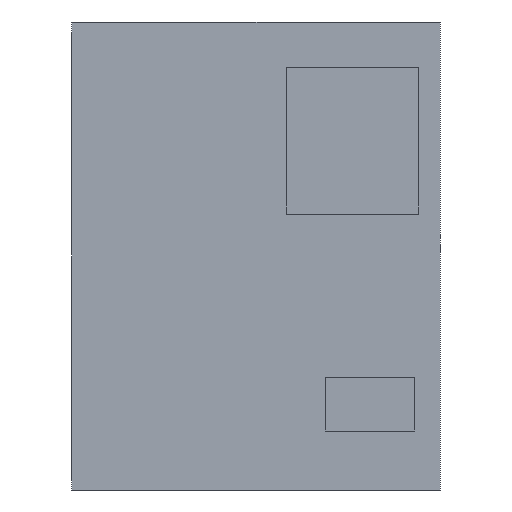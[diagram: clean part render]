
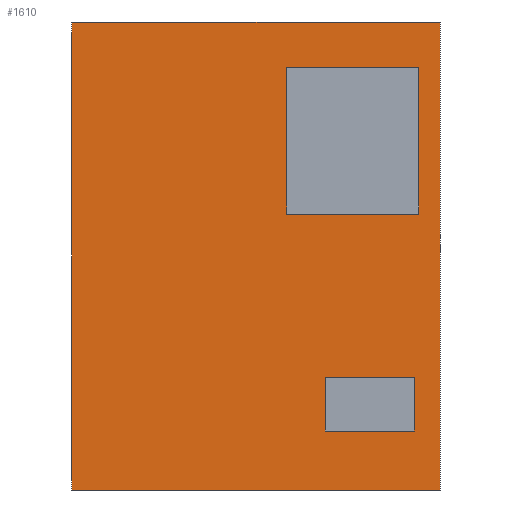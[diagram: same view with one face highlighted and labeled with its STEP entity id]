
A CAD part, left-side view. The second image highlights one B-rep face of the part: STEP entity #1610.
In plain terms, the highlighted planar face has unit normal (-1, 0, 0).
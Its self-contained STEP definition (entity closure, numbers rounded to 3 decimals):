
#24 = CARTESIAN_POINT ( 'NONE',  ( 0., 0., 0. ) ) ;
#38 = VECTOR ( 'NONE', #282, 1000. ) ;
#52 = ORIENTED_EDGE ( 'NONE', *, *, #1340, .F. ) ;
#61 = CARTESIAN_POINT ( 'NONE',  ( 0., 17.2, 47.3 ) ) ;
#71 = AXIS2_PLACEMENT_3D ( 'NONE', #1058, #301, #605 ) ;
#92 = VECTOR ( 'NONE', #1667, 1000. ) ;
#117 = DIRECTION ( 'NONE',  ( 0., 0., -1. ) ) ;
#151 = VECTOR ( 'NONE', #1292, 1000. ) ;
#176 = VECTOR ( 'NONE', #1086, 1000. ) ;
#182 = ORIENTED_EDGE ( 'NONE', *, *, #602, .F. ) ;
#183 = PLANE ( 'NONE',  #71 ) ;
#208 = LINE ( 'NONE', #1535, #1276 ) ;
#216 = EDGE_CURVE ( 'NONE', #1153, #1754, #208, .T. ) ;
#228 = EDGE_LOOP ( 'NONE', ( #589, #1448, #885, #182 ) ) ;
#236 = CARTESIAN_POINT ( 'NONE',  ( 0., 2.91, 12.605 ) ) ;
#241 = LINE ( 'NONE', #813, #92 ) ;
#254 = VERTEX_POINT ( 'NONE', #382 ) ;
#272 = ORIENTED_EDGE ( 'NONE', *, *, #216, .F. ) ;
#276 = EDGE_CURVE ( 'NONE', #1754, #734, #512, .T. ) ;
#282 = DIRECTION ( 'NONE',  ( 0., 1., 0. ) ) ;
#296 = EDGE_LOOP ( 'NONE', ( #1612, #272, #1524, #1399 ) ) ;
#301 = DIRECTION ( 'NONE',  ( 1., 0., 0. ) ) ;
#324 = CARTESIAN_POINT ( 'NONE',  ( 0., 17.2, 0. ) ) ;
#382 = CARTESIAN_POINT ( 'NONE',  ( 0., 0., 52.4 ) ) ;
#411 = VERTEX_POINT ( 'NONE', #751 ) ;
#434 = DIRECTION ( 'NONE',  ( 0., -1., 0. ) ) ;
#448 = EDGE_CURVE ( 'NONE', #734, #411, #884, .T. ) ;
#475 = FACE_BOUND ( 'NONE', #296, .T. ) ;
#477 = CARTESIAN_POINT ( 'NONE',  ( 0., 12.91, 6.605 ) ) ;
#512 = LINE ( 'NONE', #1755, #1656 ) ;
#530 = LINE ( 'NONE', #1540, #176 ) ;
#549 = EDGE_CURVE ( 'NONE', #1113, #961, #241, .T. ) ;
#589 = ORIENTED_EDGE ( 'NONE', *, *, #1465, .F. ) ;
#602 = EDGE_CURVE ( 'NONE', #1303, #1344, #1732, .T. ) ;
#605 = DIRECTION ( 'NONE',  ( 0., 0., -1. ) ) ;
#616 = DIRECTION ( 'NONE',  ( 0., 1., 0. ) ) ;
#642 = VECTOR ( 'NONE', #1185, 1000. ) ;
#715 = VERTEX_POINT ( 'NONE', #879 ) ;
#718 = CARTESIAN_POINT ( 'NONE',  ( 0., 2.91, 6.605 ) ) ;
#734 = VERTEX_POINT ( 'NONE', #61 ) ;
#750 = DIRECTION ( 'NONE',  ( 0., 0., -1. ) ) ;
#751 = CARTESIAN_POINT ( 'NONE',  ( 0., 17.2, 30.9 ) ) ;
#770 = VECTOR ( 'NONE', #1213, 1000. ) ;
#777 = CARTESIAN_POINT ( 'NONE',  ( 0., 41.281, 52.4 ) ) ;
#813 = CARTESIAN_POINT ( 'NONE',  ( 0., 41.281, 1.2 ) ) ;
#862 = LINE ( 'NONE', #718, #1367 ) ;
#879 = CARTESIAN_POINT ( 'NONE',  ( 0., 12.91, 6.605 ) ) ;
#884 = LINE ( 'NONE', #324, #642 ) ;
#885 = ORIENTED_EDGE ( 'NONE', *, *, #1204, .F. ) ;
#942 = CARTESIAN_POINT ( 'NONE',  ( 0., 2.4, 47.3 ) ) ;
#961 = VERTEX_POINT ( 'NONE', #1152 ) ;
#972 = CARTESIAN_POINT ( 'NONE',  ( 0., 0., 52.4 ) ) ;
#978 = ORIENTED_EDGE ( 'NONE', *, *, #549, .T. ) ;
#1035 = FACE_OUTER_BOUND ( 'NONE', #1542, .T. ) ;
#1039 = EDGE_CURVE ( 'NONE', #961, #1410, #1433, .T. ) ;
#1058 = CARTESIAN_POINT ( 'NONE',  ( 0., 0., 1.2 ) ) ;
#1070 = CARTESIAN_POINT ( 'NONE',  ( 0., 2.4, 30.9 ) ) ;
#1086 = DIRECTION ( 'NONE',  ( 0., -1., 0. ) ) ;
#1091 = CARTESIAN_POINT ( 'NONE',  ( 0., 2.91, 6.605 ) ) ;
#1105 = LINE ( 'NONE', #1376, #1722 ) ;
#1113 = VERTEX_POINT ( 'NONE', #777 ) ;
#1152 = CARTESIAN_POINT ( 'NONE',  ( 0., 41.281, 0. ) ) ;
#1153 = VERTEX_POINT ( 'NONE', #1070 ) ;
#1156 = LINE ( 'NONE', #1721, #1781 ) ;
#1185 = DIRECTION ( 'NONE',  ( 0., 0., -1. ) ) ;
#1204 = EDGE_CURVE ( 'NONE', #1344, #715, #1766, .T. ) ;
#1213 = DIRECTION ( 'NONE',  ( 0., -1., 0. ) ) ;
#1276 = VECTOR ( 'NONE', #1681, 1000. ) ;
#1286 = CARTESIAN_POINT ( 'NONE',  ( 0., 0., 0. ) ) ;
#1287 = CARTESIAN_POINT ( 'NONE',  ( 0., 2.91, 12.605 ) ) ;
#1292 = DIRECTION ( 'NONE',  ( 0., -1., 0. ) ) ;
#1303 = VERTEX_POINT ( 'NONE', #236 ) ;
#1328 = FACE_BOUND ( 'NONE', #228, .T. ) ;
#1340 = EDGE_CURVE ( 'NONE', #254, #1410, #1105, .T. ) ;
#1344 = VERTEX_POINT ( 'NONE', #1812 ) ;
#1362 = EDGE_CURVE ( 'NONE', #411, #1153, #530, .T. ) ;
#1363 = LINE ( 'NONE', #972, #770 ) ;
#1367 = VECTOR ( 'NONE', #434, 1000. ) ;
#1376 = CARTESIAN_POINT ( 'NONE',  ( 0., 0., 1.2 ) ) ;
#1399 = ORIENTED_EDGE ( 'NONE', *, *, #448, .F. ) ;
#1410 = VERTEX_POINT ( 'NONE', #24 ) ;
#1433 = LINE ( 'NONE', #1286, #151 ) ;
#1448 = ORIENTED_EDGE ( 'NONE', *, *, #1807, .F. ) ;
#1465 = EDGE_CURVE ( 'NONE', #1673, #1303, #1156, .T. ) ;
#1514 = VECTOR ( 'NONE', #750, 1000. ) ;
#1524 = ORIENTED_EDGE ( 'NONE', *, *, #1362, .F. ) ;
#1535 = CARTESIAN_POINT ( 'NONE',  ( 0., 2.4, 0. ) ) ;
#1540 = CARTESIAN_POINT ( 'NONE',  ( 0., 0., 30.9 ) ) ;
#1542 = EDGE_LOOP ( 'NONE', ( #1682, #52, #1582, #978 ) ) ;
#1582 = ORIENTED_EDGE ( 'NONE', *, *, #1716, .F. ) ;
#1610 = ADVANCED_FACE ( 'NONE', ( #1328, #1035, #475 ), #183, .F. ) ;
#1612 = ORIENTED_EDGE ( 'NONE', *, *, #276, .F. ) ;
#1656 = VECTOR ( 'NONE', #616, 1000. ) ;
#1667 = DIRECTION ( 'NONE',  ( 0., 0., -1. ) ) ;
#1673 = VERTEX_POINT ( 'NONE', #1091 ) ;
#1681 = DIRECTION ( 'NONE',  ( 0., 0., 1. ) ) ;
#1682 = ORIENTED_EDGE ( 'NONE', *, *, #1039, .T. ) ;
#1696 = DIRECTION ( 'NONE',  ( 0., 0., 1. ) ) ;
#1716 = EDGE_CURVE ( 'NONE', #1113, #254, #1363, .T. ) ;
#1721 = CARTESIAN_POINT ( 'NONE',  ( 0., 2.91, 6.605 ) ) ;
#1722 = VECTOR ( 'NONE', #117, 1000. ) ;
#1732 = LINE ( 'NONE', #1287, #38 ) ;
#1754 = VERTEX_POINT ( 'NONE', #942 ) ;
#1755 = CARTESIAN_POINT ( 'NONE',  ( 0., 0., 47.3 ) ) ;
#1766 = LINE ( 'NONE', #477, #1514 ) ;
#1781 = VECTOR ( 'NONE', #1696, 1000. ) ;
#1807 = EDGE_CURVE ( 'NONE', #715, #1673, #862, .T. ) ;
#1812 = CARTESIAN_POINT ( 'NONE',  ( 0., 12.91, 12.605 ) ) ;
